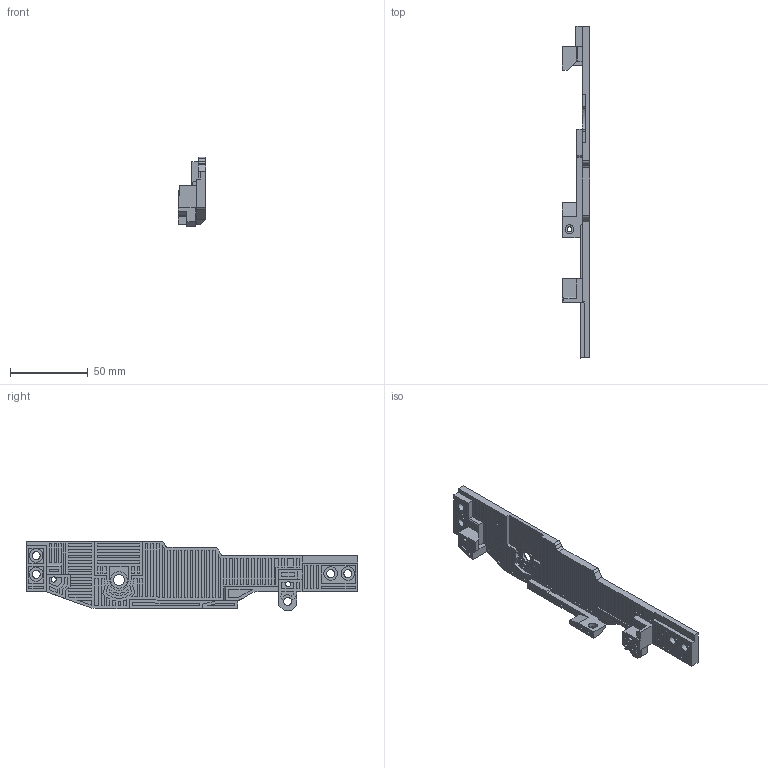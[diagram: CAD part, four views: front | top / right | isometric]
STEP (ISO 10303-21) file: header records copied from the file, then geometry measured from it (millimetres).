
FILE_DESCRIPTION(/* description */ (''),/* implementation_level */ '2;1');
FILE_NAME(/* name */ '14.3-receiver-left-flat-0.6mm.step',/* time_stamp */ '2022-04-06T21:23:04+01:00',/* author */ (''),/* organization */ (''),/* preprocessor_version */ 'ST-DEVELOPER v18.1',/* originating_system */ 'Autodesk Translation Framework v10.13.0.1454',/* authorisation */ '');
FILE_SCHEMA (('AUTOMOTIVE_DESIGN { 1 0 10303 214 3 1 1 }'));
Length unit declared in the file: millimetre
Products named in the file (1): 14.3-receiver-left-flat-0.6mm
Bounding box: 17.5 x 213 x 44.78 mm (x, y, z)
Volume: 38081.1 mm3; surface area: 22143.7 mm2
Topology: 1 solids, 1 shells, 606 faces, 1529 edges, 1013 vertices
Faces by surface type: plane 546, cylinder 48, cone 11, bspline 1
Full cylindrical faces by diameter (mm): 3.1 x1, 3.3 x2, 5.1 x1, 5.15 x4, 5.6 x1, 5.8 x2, 7.2 x1, 8.75 x4, 10.8 x1
Entity records: 17984 total; most frequent: CARTESIAN_POINT 3173, ORIENTED_EDGE 3058, DIRECTION 2869, EDGE_CURVE 1529, LINE 1397, VECTOR 1397, VERTEX_POINT 1013, AXIS2_PLACEMENT_3D 736
